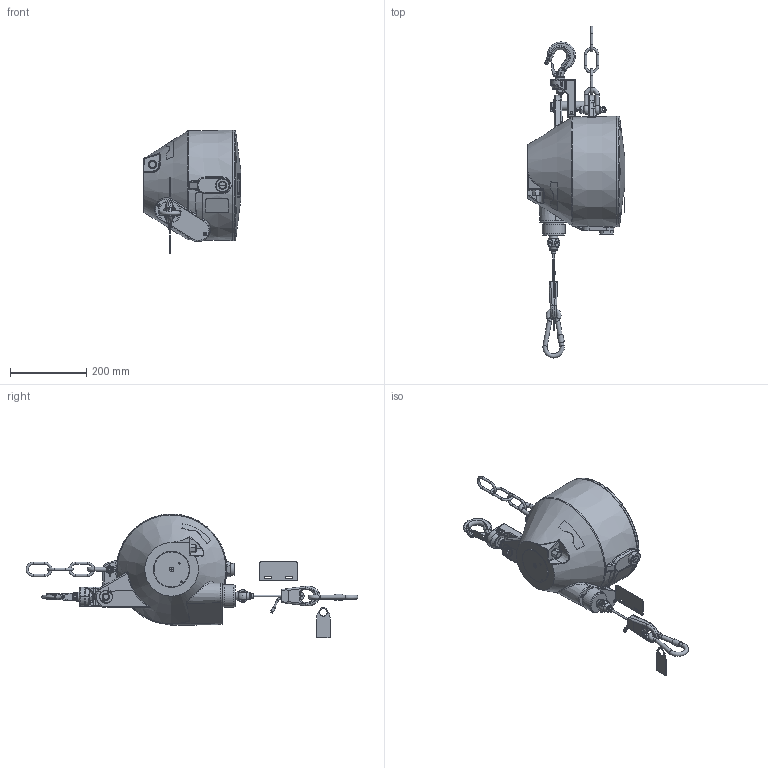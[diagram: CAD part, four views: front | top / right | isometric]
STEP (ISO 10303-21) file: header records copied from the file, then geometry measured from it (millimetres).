
FILE_DESCRIPTION(/* description */ (''),/* implementation_level */ '2;1');
FILE_NAME(/* name */ '7251080001.stp',/* time_stamp */ '2015-04-10T15:55:16+02:00',/* author */ ('Sebastian.Mueller'),/* organization */ (''),/* preprocessor_version */ 'ST-DEVELOPER v15.2',/* originating_system */ 'Autodesk Inventor 2014',/* authorisation */ '');
FILE_SCHEMA (('CONFIG_CONTROL_DESIGN'));
Products named in the file (1): 002-7251080001-AE
Bounding box: 256.2 x 870.41 x 324.87 mm (x, y, z)
Volume: 13747830.9 mm3; surface area: 543515.4 mm2
Topology: 14 solids, 21 shells, 1892 faces, 4833 edges, 3045 vertices
Faces by surface type: plane 738, bspline 517, cylinder 369, cone 146, torus 103, sphere 19
Full cylindrical faces by diameter (mm): 1 x6, 3.5 x1, 4 x1, 4.1 x1, 4.5 x2, 5 x10, 5.7 x1, 6 x7, 6.5 x3, 6.6 x1, 6.647 x1, 7.5 x1, 8 x2, 8.5 x2, 8.9 x2, 9 x2, 10 x5, 11 x6, 11.3 x1, 12 x4, 13 x1, 13.75 x1, 14 x2, 15 x2, 15.8 x1, 16 x6, 18 x1, 18.3 x1, 18.6 x2, 19 x1
Entity records: 97428 total; most frequent: CARTESIAN_POINT 54190, ORIENTED_EDGE 9092, DIRECTION 7333, EDGE_CURVE 4542, VERTEX_POINT 2974, AXIS2_PLACEMENT_3D 2729, EDGE_LOOP 2240, STYLED_ITEM 1891
